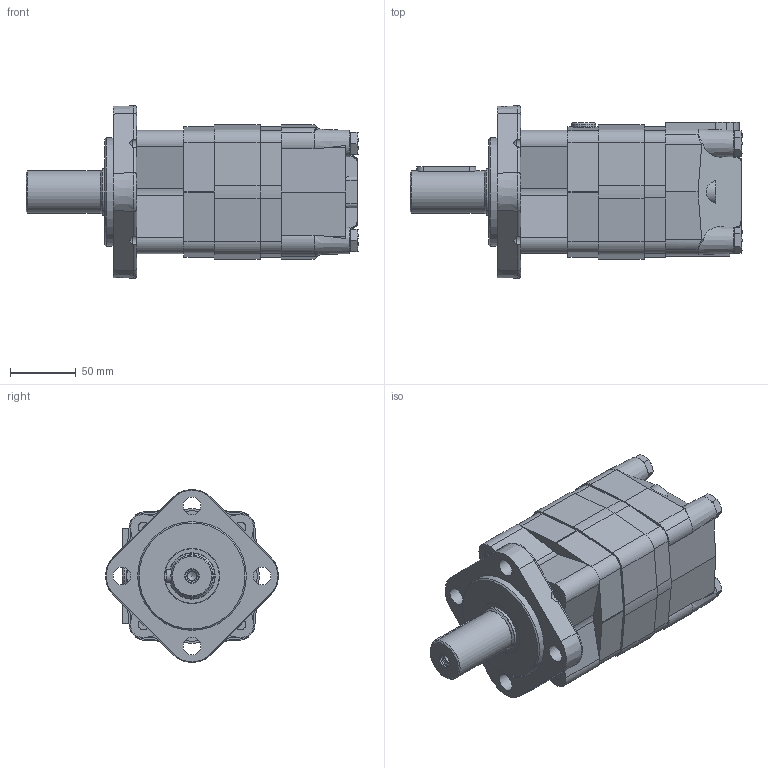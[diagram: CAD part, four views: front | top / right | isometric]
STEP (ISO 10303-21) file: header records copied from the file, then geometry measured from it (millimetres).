
FILE_DESCRIPTION(/* description */ ('STEP AP214'),/* implementation_level */ '2;1');
FILE_NAME(/* name */ 'MSY200CULSVP_4.stp',/* time_stamp */ '2023-02-07T11:32:09+01:00',/* author */ ('msn'),/* organization */ ('CADENAS'),/* preprocessor_version */ 'ST-DEVELOPER v19.2',/* originating_system */ 'Autodesk Inventor 2023',/* authorisation */ ' ');
FILE_SCHEMA (('AUTOMOTIVE_DESIGN { 1 0 10303 214 3 1 1 }'));
Length unit declared in the file: millimetre
Products named in the file (8): MS200CULSVP/4; MSC; Hexagon bolt DIN 931-1 M10x1610; MS-P; MS-VP; MS200-D; MS-SP; MS-MF
Assembly tree (10 placements, depth 2):
  MS200CULSVP/4
    MSC
    Hexagon bolt DIN 931-1 M10x1610  x4
    MS-P
    MS-VP
    MS200-D
    MS-SP
    MS-MF
Bounding box: 252.2 x 131.3 x 131.3 mm (x, y, z)
Volume: 1705257.7 mm3; surface area: 223382.4 mm2
Topology: 10 solids, 10 shells, 386 faces, 975 edges, 629 vertices
Faces by surface type: plane 166, cylinder 135, cone 70, torus 15
Full cylindrical faces by diameter (mm): 2.2 x4, 6.647 x1, 8.376 x6, 10 x5, 10.1 x6, 10.2 x4, 10.5 x8, 10.8 x4, 13.5 x4, 16 x4, 16.9 x1, 18 x1, 18.631 x2, 21 x1, 22 x4, 32 x1, 35 x1, 35.2 x1, 42 x1, 82.5 x1
Entity records: 10924 total; most frequent: CARTESIAN_POINT 2303, DIRECTION 1817, ORIENTED_EDGE 1686, EDGE_CURVE 843, AXIS2_PLACEMENT_3D 703, VERTEX_POINT 554, LINE 411, VECTOR 411
